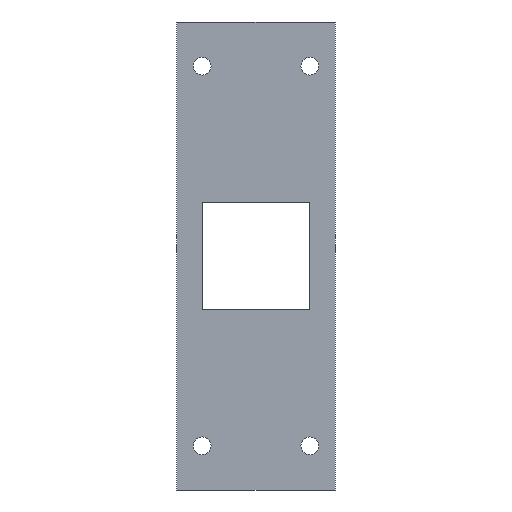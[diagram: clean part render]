
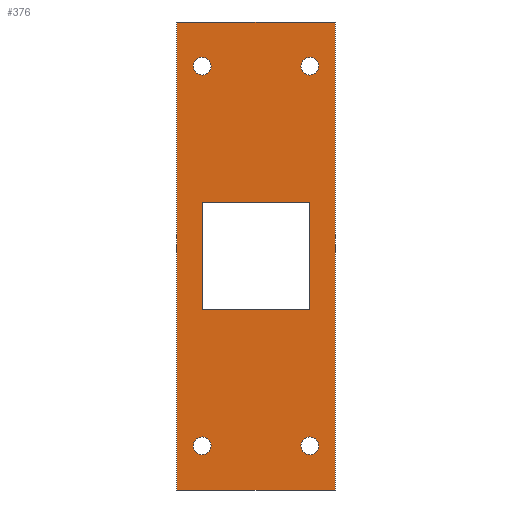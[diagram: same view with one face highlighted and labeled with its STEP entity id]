
A CAD part, front view. The second image highlights one B-rep face of the part: STEP entity #376.
In plain terms, the highlighted planar face has unit normal (0, -1, 0).
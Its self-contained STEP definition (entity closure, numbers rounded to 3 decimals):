
#25=FACE_BOUND('',#82,.T.);
#26=FACE_BOUND('',#83,.T.);
#27=FACE_BOUND('',#84,.T.);
#28=FACE_BOUND('',#85,.T.);
#29=FACE_BOUND('',#86,.T.);
#34=CIRCLE('',#407,1.4);
#35=CIRCLE('',#409,1.4);
#36=CIRCLE('',#411,1.4);
#37=CIRCLE('',#413,1.4);
#56=FACE_OUTER_BOUND('',#81,.T.);
#81=EDGE_LOOP('',(#331,#332,#333,#334));
#82=EDGE_LOOP('',(#335,#336,#337,#338));
#83=EDGE_LOOP('',(#339));
#84=EDGE_LOOP('',(#340));
#85=EDGE_LOOP('',(#341));
#86=EDGE_LOOP('',(#342));
#107=LINE('',#581,#147);
#111=LINE('',#589,#151);
#114=LINE('',#595,#154);
#117=LINE('',#600,#157);
#119=LINE('',#605,#159);
#122=LINE('',#610,#162);
#124=LINE('',#614,#164);
#126=LINE('',#617,#166);
#147=VECTOR('',#482,10.);
#151=VECTOR('',#488,10.);
#154=VECTOR('',#493,10.);
#157=VECTOR('',#498,10.);
#159=VECTOR('',#502,10.);
#162=VECTOR('',#507,10.);
#164=VECTOR('',#511,10.);
#166=VECTOR('',#515,10.);
#183=VERTEX_POINT('',#563);
#184=VERTEX_POINT('',#567);
#185=VERTEX_POINT('',#571);
#186=VERTEX_POINT('',#575);
#187=VERTEX_POINT('',#579);
#188=VERTEX_POINT('',#580);
#191=VERTEX_POINT('',#588);
#193=VERTEX_POINT('',#594);
#195=VERTEX_POINT('',#603);
#196=VERTEX_POINT('',#604);
#197=VERTEX_POINT('',#609);
#198=VERTEX_POINT('',#613);
#220=EDGE_CURVE('',#183,#183,#34,.T.);
#222=EDGE_CURVE('',#184,#184,#35,.T.);
#224=EDGE_CURVE('',#185,#185,#36,.T.);
#226=EDGE_CURVE('',#186,#186,#37,.T.);
#227=EDGE_CURVE('',#187,#188,#107,.T.);
#231=EDGE_CURVE('',#191,#187,#111,.T.);
#234=EDGE_CURVE('',#193,#191,#114,.T.);
#237=EDGE_CURVE('',#188,#193,#117,.T.);
#239=EDGE_CURVE('',#195,#196,#119,.T.);
#242=EDGE_CURVE('',#197,#195,#122,.T.);
#244=EDGE_CURVE('',#198,#197,#124,.T.);
#246=EDGE_CURVE('',#196,#198,#126,.T.);
#331=ORIENTED_EDGE('',*,*,#246,.F.);
#332=ORIENTED_EDGE('',*,*,#239,.F.);
#333=ORIENTED_EDGE('',*,*,#242,.F.);
#334=ORIENTED_EDGE('',*,*,#244,.F.);
#335=ORIENTED_EDGE('',*,*,#237,.F.);
#336=ORIENTED_EDGE('',*,*,#227,.F.);
#337=ORIENTED_EDGE('',*,*,#231,.F.);
#338=ORIENTED_EDGE('',*,*,#234,.F.);
#339=ORIENTED_EDGE('',*,*,#226,.F.);
#340=ORIENTED_EDGE('',*,*,#224,.F.);
#341=ORIENTED_EDGE('',*,*,#222,.F.);
#342=ORIENTED_EDGE('',*,*,#220,.F.);
#357=PLANE('',#423);
#376=ADVANCED_FACE('',(#56,#25,#26,#27,#28,#29),#357,.F.);
#407=AXIS2_PLACEMENT_3D('',#565,#463,#464);
#409=AXIS2_PLACEMENT_3D('',#569,#468,#469);
#411=AXIS2_PLACEMENT_3D('',#573,#473,#474);
#413=AXIS2_PLACEMENT_3D('',#577,#478,#479);
#423=AXIS2_PLACEMENT_3D('',#619,#518,#519);
#463=DIRECTION('center_axis',(0.,-1.,0.));
#464=DIRECTION('ref_axis',(1.,0.,0.));
#468=DIRECTION('center_axis',(0.,-1.,0.));
#469=DIRECTION('ref_axis',(1.,0.,0.));
#473=DIRECTION('center_axis',(0.,-1.,0.));
#474=DIRECTION('ref_axis',(1.,0.,0.));
#478=DIRECTION('center_axis',(0.,-1.,0.));
#479=DIRECTION('ref_axis',(1.,0.,0.));
#482=DIRECTION('',(-1.,0.,0.));
#488=DIRECTION('',(0.,0.,1.));
#493=DIRECTION('',(1.,0.,0.));
#498=DIRECTION('',(0.,0.,-1.));
#502=DIRECTION('',(0.,0.,1.));
#507=DIRECTION('',(-1.,0.,0.));
#511=DIRECTION('',(0.,0.,-1.));
#515=DIRECTION('',(1.,0.,0.));
#518=DIRECTION('center_axis',(0.,1.,0.));
#519=DIRECTION('ref_axis',(0.,0.,1.));
#563=CARTESIAN_POINT('',(-9.9,0.,30.));
#565=CARTESIAN_POINT('Origin',(-8.5,0.,30.));
#567=CARTESIAN_POINT('',(7.1,0.,30.));
#569=CARTESIAN_POINT('Origin',(8.5,0.,30.));
#571=CARTESIAN_POINT('',(-9.9,0.,-30.));
#573=CARTESIAN_POINT('Origin',(-8.5,0.,-30.));
#575=CARTESIAN_POINT('',(7.1,0.,-30.));
#577=CARTESIAN_POINT('Origin',(8.5,0.,-30.));
#579=CARTESIAN_POINT('',(8.5,0.,8.5));
#580=CARTESIAN_POINT('',(-8.5,0.,8.5));
#581=CARTESIAN_POINT('',(8.5,0.,8.5));
#588=CARTESIAN_POINT('',(8.5,0.,-8.5));
#589=CARTESIAN_POINT('',(8.5,0.,-8.5));
#594=CARTESIAN_POINT('',(-8.5,0.,-8.5));
#595=CARTESIAN_POINT('',(-8.5,0.,-8.5));
#600=CARTESIAN_POINT('',(-8.5,0.,8.5));
#603=CARTESIAN_POINT('',(-12.5,0.,-37.));
#604=CARTESIAN_POINT('',(-12.5,0.,37.));
#605=CARTESIAN_POINT('',(-12.5,0.,-37.));
#609=CARTESIAN_POINT('',(12.5,0.,-37.));
#610=CARTESIAN_POINT('',(12.5,0.,-37.));
#613=CARTESIAN_POINT('',(12.5,0.,37.));
#614=CARTESIAN_POINT('',(12.5,0.,37.));
#617=CARTESIAN_POINT('',(-12.5,0.,37.));
#619=CARTESIAN_POINT('Origin',(0.,0.,0.));
